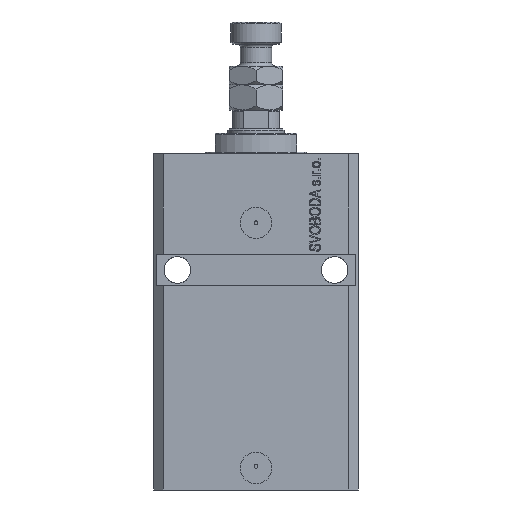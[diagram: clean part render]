
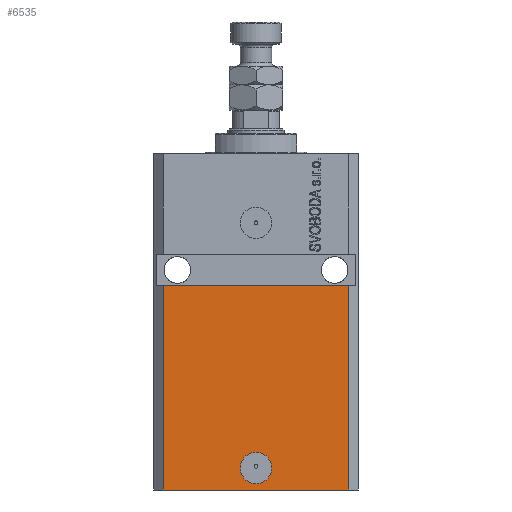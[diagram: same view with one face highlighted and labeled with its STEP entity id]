
A CAD part, front view. The second image highlights one B-rep face of the part: STEP entity #6535.
In plain terms, the highlighted planar face has unit normal (0, -1, 0).
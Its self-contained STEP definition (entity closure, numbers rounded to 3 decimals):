
#672 = CARTESIAN_POINT ( 'NONE',  ( -29.5, -22.5, -107. ) ) ;
#1273 = CARTESIAN_POINT ( 'NONE',  ( -29.5, -22.5, -42. ) ) ;
#1718 = EDGE_CURVE ( 'NONE', #10806, #31405, #19004, .T. ) ;
#3160 = PLANE ( 'NONE',  #23544 ) ;
#4666 = CARTESIAN_POINT ( 'NONE',  ( 29.5, -22.5, -107. ) ) ;
#5844 = ORIENTED_EDGE ( 'NONE', *, *, #1718, .T. ) ;
#5939 = FACE_BOUND ( 'NONE', #47650, .T. ) ;
#6324 = DIRECTION ( 'NONE',  ( 0., 0., 1. ) ) ;
#6349 = EDGE_LOOP ( 'NONE', ( #18641, #39814, #5844, #23312 ) ) ;
#6535 = ADVANCED_FACE ( 'NONE', ( #5939, #48077 ), #3160, .T. ) ;
#7039 = CARTESIAN_POINT ( 'NONE',  ( 0., -22.5, -100. ) ) ;
#7894 = CIRCLE ( 'NONE', #42959, 5. ) ;
#8577 = CARTESIAN_POINT ( 'NONE',  ( -32.5, -22.5, -42. ) ) ;
#10030 = ORIENTED_EDGE ( 'NONE', *, *, #36938, .F. ) ;
#10806 = VERTEX_POINT ( 'NONE', #23296 ) ;
#11670 = EDGE_CURVE ( 'NONE', #42256, #36116, #27301, .T. ) ;
#12027 = DIRECTION ( 'NONE',  ( 1., 0., 0. ) ) ;
#12800 = CARTESIAN_POINT ( 'NONE',  ( 5., -22.5, -100. ) ) ;
#14435 = AXIS2_PLACEMENT_3D ( 'NONE', #7039, #34480, #26757 ) ;
#14664 = DIRECTION ( 'NONE',  ( 0., -1., 0. ) ) ;
#15227 = CIRCLE ( 'NONE', #14435, 5. ) ;
#18137 = EDGE_CURVE ( 'NONE', #10806, #42256, #27151, .T. ) ;
#18246 = VECTOR ( 'NONE', #6324, 1000. ) ;
#18641 = ORIENTED_EDGE ( 'NONE', *, *, #11670, .F. ) ;
#19004 = LINE ( 'NONE', #30475, #44965 ) ;
#19175 = DIRECTION ( 'NONE',  ( 0., 0., 1. ) ) ;
#19261 = ORIENTED_EDGE ( 'NONE', *, *, #26654, .F. ) ;
#19591 = CARTESIAN_POINT ( 'NONE',  ( 29.5, -22.5, -42. ) ) ;
#20964 = VERTEX_POINT ( 'NONE', #12800 ) ;
#21175 = CARTESIAN_POINT ( 'NONE',  ( -29.5, -22.5, -107. ) ) ;
#21959 = VERTEX_POINT ( 'NONE', #36409 ) ;
#23057 = DIRECTION ( 'NONE',  ( 1., 0., 0. ) ) ;
#23296 = CARTESIAN_POINT ( 'NONE',  ( -29.5, -22.5, -107. ) ) ;
#23312 = ORIENTED_EDGE ( 'NONE', *, *, #37316, .T. ) ;
#23544 = AXIS2_PLACEMENT_3D ( 'NONE', #21175, #14664, #40608 ) ;
#23805 = VECTOR ( 'NONE', #19175, 1000. ) ;
#26654 = EDGE_CURVE ( 'NONE', #20964, #21959, #15227, .T. ) ;
#26757 = DIRECTION ( 'NONE',  ( 1., 0., 0. ) ) ;
#27151 = LINE ( 'NONE', #672, #23805 ) ;
#27301 = LINE ( 'NONE', #8577, #44395 ) ;
#30475 = CARTESIAN_POINT ( 'NONE',  ( -29.5, -22.5, -107. ) ) ;
#31405 = VERTEX_POINT ( 'NONE', #4666 ) ;
#32833 = CARTESIAN_POINT ( 'NONE',  ( 0., -22.5, -100. ) ) ;
#34480 = DIRECTION ( 'NONE',  ( 0., -1., 0. ) ) ;
#36116 = VERTEX_POINT ( 'NONE', #19591 ) ;
#36409 = CARTESIAN_POINT ( 'NONE',  ( -5., -22.5, -100. ) ) ;
#36938 = EDGE_CURVE ( 'NONE', #21959, #20964, #7894, .T. ) ;
#37316 = EDGE_CURVE ( 'NONE', #31405, #36116, #44242, .T. ) ;
#39814 = ORIENTED_EDGE ( 'NONE', *, *, #18137, .F. ) ;
#40503 = CARTESIAN_POINT ( 'NONE',  ( 29.5, -22.5, -107. ) ) ;
#40608 = DIRECTION ( 'NONE',  ( 1., 0., 0. ) ) ;
#42256 = VERTEX_POINT ( 'NONE', #1273 ) ;
#42959 = AXIS2_PLACEMENT_3D ( 'NONE', #32833, #48516, #48029 ) ;
#44242 = LINE ( 'NONE', #40503, #18246 ) ;
#44395 = VECTOR ( 'NONE', #23057, 1000. ) ;
#44965 = VECTOR ( 'NONE', #12027, 1000. ) ;
#47650 = EDGE_LOOP ( 'NONE', ( #19261, #10030 ) ) ;
#48029 = DIRECTION ( 'NONE',  ( 1., 0., 0. ) ) ;
#48077 = FACE_OUTER_BOUND ( 'NONE', #6349, .T. ) ;
#48516 = DIRECTION ( 'NONE',  ( 0., -1., 0. ) ) ;
